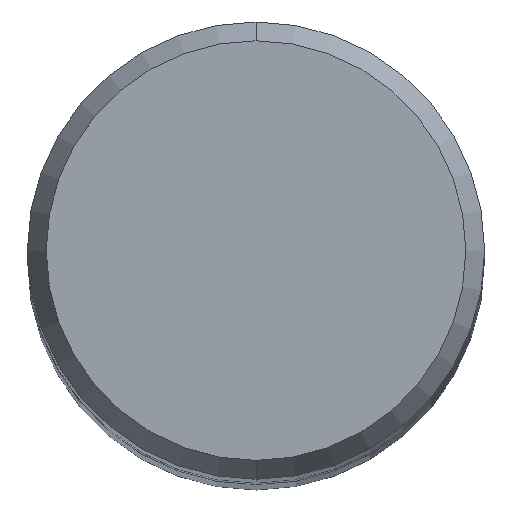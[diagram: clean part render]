
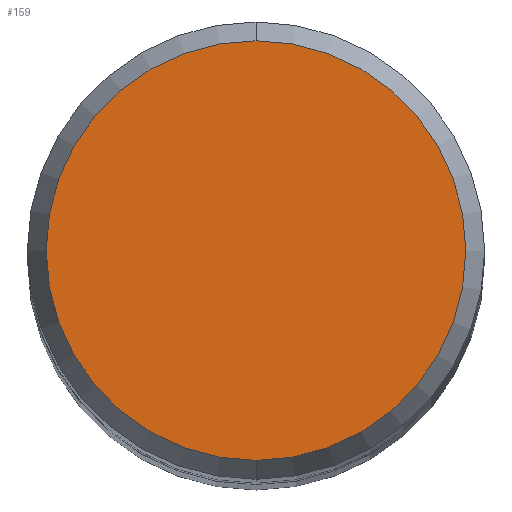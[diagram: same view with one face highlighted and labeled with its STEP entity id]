
A CAD part, top view. The second image highlights one B-rep face of the part: STEP entity #159.
In plain terms, the highlighted planar face has unit normal (0, 0, 1).
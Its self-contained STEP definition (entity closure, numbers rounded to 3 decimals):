
#109=EDGE_CURVE('',#189,#169,#264,.T.);
#159=ADVANCED_FACE('',(#319),#320,.T.);
#169=VERTEX_POINT('',#333);
#173=EDGE_CURVE('',#169,#189,#337,.T.);
#189=VERTEX_POINT('',#354);
#264=CIRCLE('',#424,5.104);
#319=FACE_OUTER_BOUND('',#495,.T.);
#320=PLANE('',#496);
#333=CARTESIAN_POINT('',(0.,-5.104,0.0));
#337=CIRCLE('',#516,5.104);
#354=CARTESIAN_POINT('',(0.0,5.104,0.0));
#424=AXIS2_PLACEMENT_3D('',#634,#635,#636);
#495=EDGE_LOOP('',(#704,#705));
#496=AXIS2_PLACEMENT_3D('',#706,#707,#708);
#516=AXIS2_PLACEMENT_3D('',#733,#734,#735);
#634=CARTESIAN_POINT('',(0.0,0.0,0.0));
#635=DIRECTION('',(0.0,0.0,-1.0));
#636=DIRECTION('',(0.0,1.0,0.0));
#704=ORIENTED_EDGE('',*,*,#109,.F.);
#705=ORIENTED_EDGE('',*,*,#173,.F.);
#706=CARTESIAN_POINT('',(0.0,2.552,0.0));
#707=DIRECTION('',(-0.0,0.0,1.0));
#708=DIRECTION('',(0.0,-1.0,0.0));
#733=CARTESIAN_POINT('',(0.0,0.0,0.0));
#734=DIRECTION('',(0.0,0.0,-1.0));
#735=DIRECTION('',(0.0,1.0,0.0));
